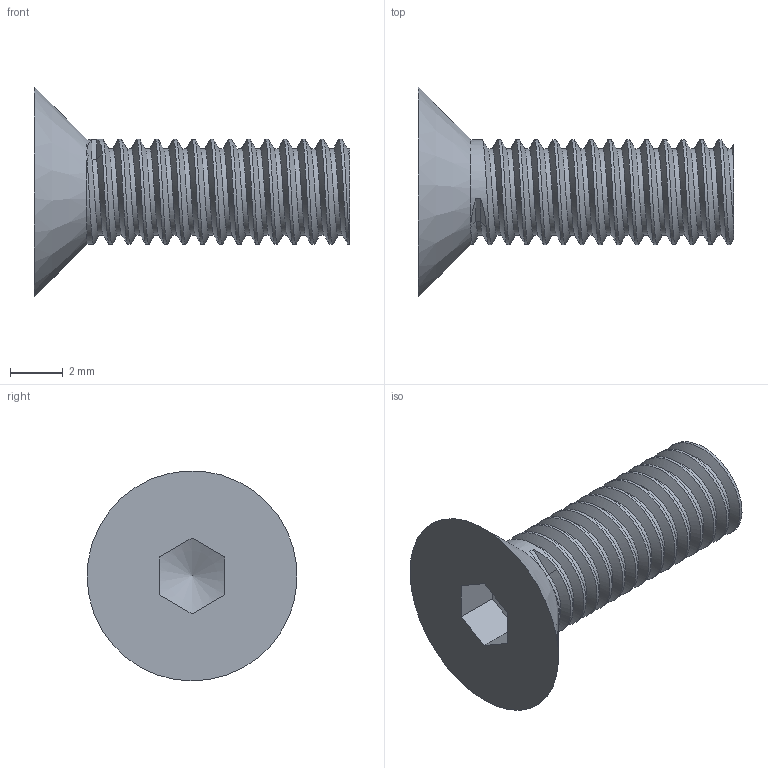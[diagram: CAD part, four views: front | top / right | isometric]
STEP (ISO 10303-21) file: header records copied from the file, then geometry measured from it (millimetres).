
FILE_DESCRIPTION(/* description */ (''),/* implementation_level */ '2;1');
FILE_NAME(/* name */ 'Tornillo Plana M4x12.stp',/* time_stamp */ '2020-09-25T20:13:33-05:00',/* author */ (''),/* organization */ (''),/* preprocessor_version */ 'ST-DEVELOPER v16',/* originating_system */ 'SIEMENS PLM Software NX 10.0',/* authorisation */ '');
FILE_SCHEMA (('CONFIG_CONTROL_DESIGN'));
Length unit declared in the file: millimetre
Products named in the file (1): Tornillo Plana M4x12
Bounding box: 12 x 7.99 x 7.99 mm (x, y, z)
Volume: 151.1 mm3; surface area: 310.8 mm2
Topology: 1 solids, 1 shells, 26 faces, 55 edges, 31 vertices
Faces by surface type: plane 20, cylinder 2, cone 2, bspline 2
Entity records: 4334 total; most frequent: CARTESIAN_POINT 3732, DIRECTION 104, ORIENTED_EDGE 102, EDGE_CURVE 51, AXIS2_PLACEMENT_3D 38, VERTEX_POINT 30, EDGE_LOOP 28, LINE 28
